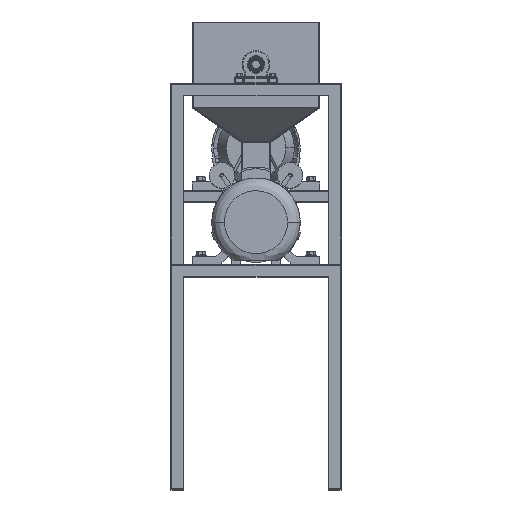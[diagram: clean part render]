
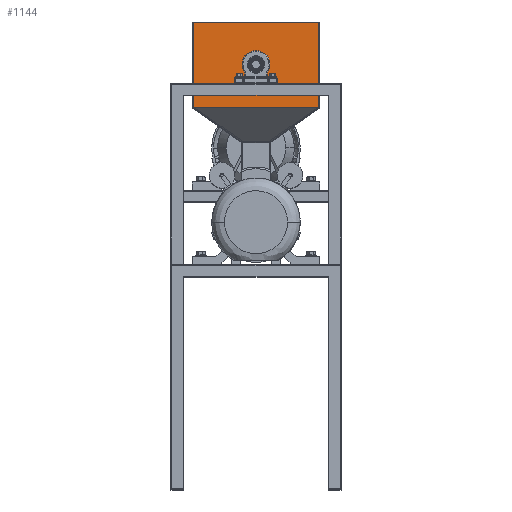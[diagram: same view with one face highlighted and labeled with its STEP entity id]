
A CAD part, top view. The second image highlights one B-rep face of the part: STEP entity #1144.
In plain terms, the highlighted free-form (B-spline) face has degree [1, 1] with [2, 2] control points.
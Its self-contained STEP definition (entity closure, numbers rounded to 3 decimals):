
#690 = VERTEX_POINT('',#691);
#691 = CARTESIAN_POINT('',(520.68,810.215,
    121.288));
#696 = EDGE_CURVE('',#697,#690,#699,.T.);
#697 = VERTEX_POINT('',#698);
#698 = CARTESIAN_POINT('',(495.416,810.215,
    121.288));
#699 = ( BOUNDED_CURVE() B_SPLINE_CURVE(2,(#700,#701,#702,#703,#704),
.UNSPECIFIED.,.F.,.F.) B_SPLINE_CURVE_WITH_KNOTS((3,2,3),(3.142,
4.712,6.283),.PIECEWISE_BEZIER_KNOTS.) CURVE() 
GEOMETRIC_REPRESENTATION_ITEM() RATIONAL_B_SPLINE_CURVE((1.,
0.707,1.,0.707,1.)) REPRESENTATION_ITEM('') );
#700 = CARTESIAN_POINT('',(495.416,810.215,
    121.288));
#701 = CARTESIAN_POINT('',(495.416,797.583,
    121.288));
#702 = CARTESIAN_POINT('',(508.048,797.583,
    121.288));
#703 = CARTESIAN_POINT('',(520.68,797.583,
    121.288));
#704 = CARTESIAN_POINT('',(520.68,810.215,
    121.288));
#1028 = VERTEX_POINT('',#1029);
#1029 = CARTESIAN_POINT('',(697.533,936.538,
    121.288));
#1034 = EDGE_CURVE('',#1035,#1028,#1037,.T.);
#1035 = VERTEX_POINT('',#1036);
#1036 = CARTESIAN_POINT('',(697.533,683.892,
    121.288));
#1037 = B_SPLINE_CURVE_WITH_KNOTS('',1,(#1038,#1039),.UNSPECIFIED.,.F.,
  .F.,(2,2),(0.,200.),.PIECEWISE_BEZIER_KNOTS.);
#1038 = CARTESIAN_POINT('',(697.533,683.892,
    121.288));
#1039 = CARTESIAN_POINT('',(697.533,936.538,
    121.288));
#1064 = VERTEX_POINT('',#1065);
#1065 = CARTESIAN_POINT('',(318.563,683.892,
    121.288));
#1070 = EDGE_CURVE('',#1071,#1064,#1073,.T.);
#1071 = VERTEX_POINT('',#1072);
#1072 = CARTESIAN_POINT('',(318.563,936.538,
    121.288));
#1073 = B_SPLINE_CURVE_WITH_KNOTS('',1,(#1074,#1075),.UNSPECIFIED.,.F.,
  .F.,(2,2),(-200.,-0.),.PIECEWISE_BEZIER_KNOTS.);
#1074 = CARTESIAN_POINT('',(318.563,936.538,
    121.288));
#1075 = CARTESIAN_POINT('',(318.563,683.892,
    121.288));
#1128 = EDGE_CURVE('',#1028,#1071,#1129,.T.);
#1129 = B_SPLINE_CURVE_WITH_KNOTS('',1,(#1130,#1131),.UNSPECIFIED.,.F.,
  .F.,(2,2),(-300.,-0.),.PIECEWISE_BEZIER_KNOTS.);
#1130 = CARTESIAN_POINT('',(697.533,936.538,
    121.288));
#1131 = CARTESIAN_POINT('',(318.563,936.538,
    121.288));
#1144 = ADVANCED_FACE('',(#1145,#1156),#1166,.F.);
#1145 = FACE_BOUND('',#1146,.T.);
#1146 = EDGE_LOOP('',(#1147,#1155));
#1147 = ORIENTED_EDGE('',*,*,#1148,.F.);
#1148 = EDGE_CURVE('',#690,#697,#1149,.T.);
#1149 = ( BOUNDED_CURVE() B_SPLINE_CURVE(2,(#1150,#1151,#1152,#1153,
#1154),.UNSPECIFIED.,.F.,.F.) B_SPLINE_CURVE_WITH_KNOTS((3,2,3),(0.,
1.571,3.142),.PIECEWISE_BEZIER_KNOTS.) CURVE() 
GEOMETRIC_REPRESENTATION_ITEM() RATIONAL_B_SPLINE_CURVE((1.,
0.707,1.,0.707,1.)) REPRESENTATION_ITEM('') );
#1150 = CARTESIAN_POINT('',(520.68,810.215,
    121.288));
#1151 = CARTESIAN_POINT('',(520.68,822.848,
    121.288));
#1152 = CARTESIAN_POINT('',(508.048,822.848,
    121.288));
#1153 = CARTESIAN_POINT('',(495.416,822.848,
    121.288));
#1154 = CARTESIAN_POINT('',(495.416,810.215,
    121.288));
#1155 = ORIENTED_EDGE('',*,*,#696,.F.);
#1156 = FACE_BOUND('',#1157,.T.);
#1157 = EDGE_LOOP('',(#1158,#1159,#1160,#1161));
#1158 = ORIENTED_EDGE('',*,*,#1034,.T.);
#1159 = ORIENTED_EDGE('',*,*,#1128,.T.);
#1160 = ORIENTED_EDGE('',*,*,#1070,.T.);
#1161 = ORIENTED_EDGE('',*,*,#1162,.T.);
#1162 = EDGE_CURVE('',#1064,#1035,#1163,.T.);
#1163 = B_SPLINE_CURVE_WITH_KNOTS('',1,(#1164,#1165),.UNSPECIFIED.,.F.,
  .F.,(2,2),(0.,300.),.PIECEWISE_BEZIER_KNOTS.);
#1164 = CARTESIAN_POINT('',(318.563,683.892,
    121.288));
#1165 = CARTESIAN_POINT('',(697.533,683.892,
    121.288));
#1166 = B_SPLINE_SURFACE_WITH_KNOTS('',1,1,(
    (#1167,#1168)
    ,(#1169,#1170
    )),.UNSPECIFIED.,.F.,.F.,.F.,(2,2),(2,2),(-150.,150.),(-100.,100.),
  .PIECEWISE_BEZIER_KNOTS.);
#1167 = CARTESIAN_POINT('',(697.533,683.892,
    121.288));
#1168 = CARTESIAN_POINT('',(697.533,936.538,
    121.288));
#1169 = CARTESIAN_POINT('',(318.563,683.892,
    121.288));
#1170 = CARTESIAN_POINT('',(318.563,936.538,
    121.288));
